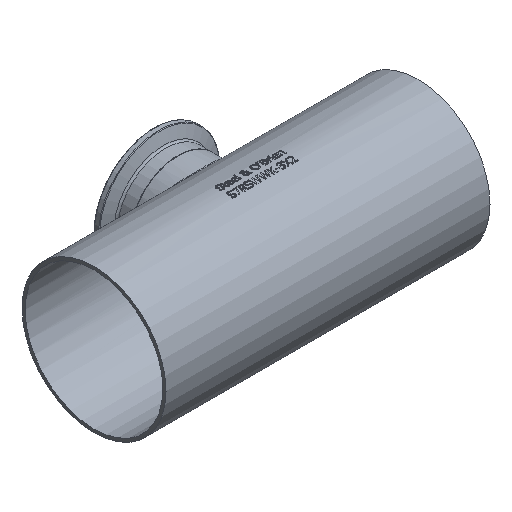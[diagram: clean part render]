
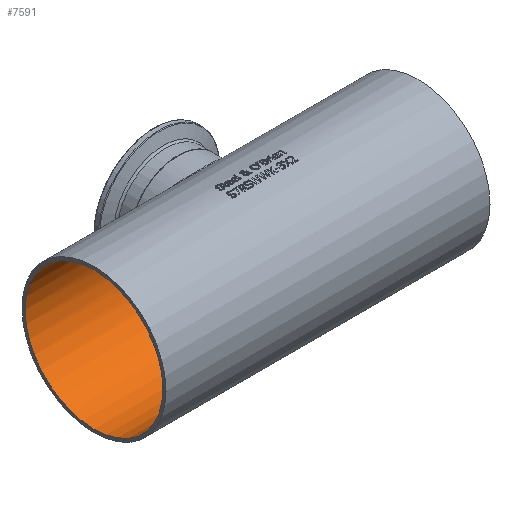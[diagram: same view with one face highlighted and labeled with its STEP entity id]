
A CAD part, isometric view. The second image highlights one B-rep face of the part: STEP entity #7591.
In plain terms, the highlighted cylindrical face has radius 36.449 mm (diameter 72.898 mm), a full revolution.
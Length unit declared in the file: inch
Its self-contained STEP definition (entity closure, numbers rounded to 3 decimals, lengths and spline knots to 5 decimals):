
#147=FACE_BOUND('',#1397,.T.);
#148=FACE_BOUND('',#1398,.T.);
#149=FACE_BOUND('',#1399,.T.);
#1397=EDGE_LOOP('',(#7046));
#1398=EDGE_LOOP('',(#7047));
#1399=EDGE_LOOP('',(#7048));
#1816=B_SPLINE_CURVE_WITH_KNOTS('',3,(#16708,#16709,#16710,#16711,#16712,
#16713,#16714,#16715,#16716,#16717,#16718,#16719,#16720,#16721,#16722,#16723,
#16724,#16725,#16726,#16727,#16728,#16729,#16730,#16731,#16732,#16733,#16734,
#16735,#16736,#16737,#16738,#16739,#16740,#16741,#16742,#16743,#16744,#16745,
#16746,#16747,#16748,#16749,#16750,#16751,#16752,#16753,#16754,#16755,#16756,
#16757,#16758,#16759,#16760,#16761,#16762,#16763,#16764,#16765,#16766,#16767,
#16768,#16769,#16770,#16771,#16772,#16773),.UNSPECIFIED.,.T.,.F.,(4,2,2,
2,2,2,2,2,2,2,2,2,2,2,2,2,2,2,2,2,2,2,2,2,2,2,2,2,2,2,2,2,4),(0.,0.46708,
0.93416,1.40124,1.86832,2.33084,2.79335,
3.25587,3.71839,4.18091,4.64342,5.10594,
5.56846,6.03554,6.50262,6.9697,7.43678,
7.90386,8.37094,8.83802,9.3051,9.76762,
10.23013,10.69265,11.15517,11.61769,12.0802,
12.54272,13.00524,13.47232,13.9394,14.40648,
14.87356),.UNSPECIFIED.);
#2976=CIRCLE('',#8025,1.435);
#2977=CIRCLE('',#8026,1.435);
#3726=VERTEX_POINT('',#16707);
#3727=VERTEX_POINT('',#16775);
#3728=VERTEX_POINT('',#16777);
#4840=EDGE_CURVE('',#3726,#3726,#1816,.T.);
#4841=EDGE_CURVE('',#3727,#3727,#2976,.T.);
#4842=EDGE_CURVE('',#3728,#3728,#2977,.T.);
#7046=ORIENTED_EDGE('',*,*,#4840,.T.);
#7047=ORIENTED_EDGE('',*,*,#4841,.F.);
#7048=ORIENTED_EDGE('',*,*,#4842,.F.);
#7124=CYLINDRICAL_SURFACE('',#8024,1.435);
#7591=ADVANCED_FACE('',(#147,#148,#149),#7124,.F.);
#8024=AXIS2_PLACEMENT_3D('',#16774,#9404,#9405);
#8025=AXIS2_PLACEMENT_3D('',#16776,#9406,#9407);
#8026=AXIS2_PLACEMENT_3D('',#16778,#9408,#9409);
#9404=DIRECTION('center_axis',(-1.,0.,0.));
#9405=DIRECTION('ref_axis',(0.,0.,
1.));
#9406=DIRECTION('center_axis',(1.,0.,0.));
#9407=DIRECTION('ref_axis',(0.,0.,
1.));
#9408=DIRECTION('center_axis',(-1.,0.,0.));
#9409=DIRECTION('ref_axis',(0.,0.,
1.));
#16707=CARTESIAN_POINT('',(0.,1.08858,0.935));
#16708=CARTESIAN_POINT('Ctrl Pts',(0.,1.08858,
0.935));
#16709=CARTESIAN_POINT('Ctrl Pts',(0.0613,1.08858,
0.935));
#16710=CARTESIAN_POINT('Ctrl Pts',(0.12364,1.09391,0.92889));
#16711=CARTESIAN_POINT('Ctrl Pts',(0.24601,1.1144,0.90421));
#16712=CARTESIAN_POINT('Ctrl Pts',(0.30604,1.12948,0.88566));
#16713=CARTESIAN_POINT('Ctrl Pts',(0.42021,1.16561,0.83755));
#16714=CARTESIAN_POINT('Ctrl Pts',(0.47445,1.18662,0.80794));
#16715=CARTESIAN_POINT('Ctrl Pts',(0.57458,1.23008,0.7401));
#16716=CARTESIAN_POINT('Ctrl Pts',(0.62046,1.2525,0.70183));
#16717=CARTESIAN_POINT('Ctrl Pts',(0.70144,1.29454,0.62085));
#16718=CARTESIAN_POINT('Ctrl Pts',(0.73963,1.31578,0.57519));
#16719=CARTESIAN_POINT('Ctrl Pts',(0.80761,1.35516,0.47503));
#16720=CARTESIAN_POINT('Ctrl Pts',(0.83741,1.37328,0.42053));
#16721=CARTESIAN_POINT('Ctrl Pts',(0.88577,1.40329,0.30579));
#16722=CARTESIAN_POINT('Ctrl Pts',(0.90438,1.41521,0.24543));
#16723=CARTESIAN_POINT('Ctrl Pts',(0.92899,1.43106,0.12288));
#16724=CARTESIAN_POINT('Ctrl Pts',(0.935,1.435,0.0607));
#16725=CARTESIAN_POINT('Ctrl Pts',(0.935,1.435,-0.0607));
#16726=CARTESIAN_POINT('Ctrl Pts',(0.92899,1.43106,-0.12288));
#16727=CARTESIAN_POINT('Ctrl Pts',(0.90438,1.41521,-0.24543));
#16728=CARTESIAN_POINT('Ctrl Pts',(0.88577,1.40329,-0.30579));
#16729=CARTESIAN_POINT('Ctrl Pts',(0.83741,1.37328,-0.42053));
#16730=CARTESIAN_POINT('Ctrl Pts',(0.80761,1.35516,-0.47503));
#16731=CARTESIAN_POINT('Ctrl Pts',(0.73963,1.31578,-0.57519));
#16732=CARTESIAN_POINT('Ctrl Pts',(0.70144,1.29454,-0.62085));
#16733=CARTESIAN_POINT('Ctrl Pts',(0.62046,1.2525,-0.70183));
#16734=CARTESIAN_POINT('Ctrl Pts',(0.57458,1.23008,-0.7401));
#16735=CARTESIAN_POINT('Ctrl Pts',(0.47445,1.18662,-0.80794));
#16736=CARTESIAN_POINT('Ctrl Pts',(0.42021,1.16561,-0.83755));
#16737=CARTESIAN_POINT('Ctrl Pts',(0.30604,1.12948,-0.88566));
#16738=CARTESIAN_POINT('Ctrl Pts',(0.24601,1.1144,-0.90421));
#16739=CARTESIAN_POINT('Ctrl Pts',(0.12364,1.09391,-0.92889));
#16740=CARTESIAN_POINT('Ctrl Pts',(0.0613,1.08858,
-0.935));
#16741=CARTESIAN_POINT('Ctrl Pts',(-0.0613,1.08858,
-0.935));
#16742=CARTESIAN_POINT('Ctrl Pts',(-0.12364,1.09391,
-0.92889));
#16743=CARTESIAN_POINT('Ctrl Pts',(-0.24601,1.1144,-0.90421));
#16744=CARTESIAN_POINT('Ctrl Pts',(-0.30604,1.12948,
-0.88566));
#16745=CARTESIAN_POINT('Ctrl Pts',(-0.42021,1.16561,
-0.83755));
#16746=CARTESIAN_POINT('Ctrl Pts',(-0.47445,1.18662,
-0.80794));
#16747=CARTESIAN_POINT('Ctrl Pts',(-0.57458,1.23008,
-0.7401));
#16748=CARTESIAN_POINT('Ctrl Pts',(-0.62046,1.2525,
-0.70183));
#16749=CARTESIAN_POINT('Ctrl Pts',(-0.70144,1.29454,
-0.62085));
#16750=CARTESIAN_POINT('Ctrl Pts',(-0.73963,1.31578,
-0.57519));
#16751=CARTESIAN_POINT('Ctrl Pts',(-0.80761,1.35516,
-0.47503));
#16752=CARTESIAN_POINT('Ctrl Pts',(-0.83741,1.37328,
-0.42053));
#16753=CARTESIAN_POINT('Ctrl Pts',(-0.88577,1.40329,
-0.30579));
#16754=CARTESIAN_POINT('Ctrl Pts',(-0.90438,1.41521,-0.24543));
#16755=CARTESIAN_POINT('Ctrl Pts',(-0.92899,1.43106,
-0.12288));
#16756=CARTESIAN_POINT('Ctrl Pts',(-0.935,1.435,-0.0607));
#16757=CARTESIAN_POINT('Ctrl Pts',(-0.935,1.435,0.0607));
#16758=CARTESIAN_POINT('Ctrl Pts',(-0.92899,1.43106,
0.12288));
#16759=CARTESIAN_POINT('Ctrl Pts',(-0.90438,1.41521,0.24543));
#16760=CARTESIAN_POINT('Ctrl Pts',(-0.88577,1.40329,
0.30579));
#16761=CARTESIAN_POINT('Ctrl Pts',(-0.83741,1.37328,
0.42053));
#16762=CARTESIAN_POINT('Ctrl Pts',(-0.80761,1.35516,
0.47503));
#16763=CARTESIAN_POINT('Ctrl Pts',(-0.73963,1.31578,
0.57519));
#16764=CARTESIAN_POINT('Ctrl Pts',(-0.70144,1.29454,
0.62085));
#16765=CARTESIAN_POINT('Ctrl Pts',(-0.62046,1.2525,0.70183));
#16766=CARTESIAN_POINT('Ctrl Pts',(-0.57458,1.23008,
0.7401));
#16767=CARTESIAN_POINT('Ctrl Pts',(-0.47445,1.18662,
0.80794));
#16768=CARTESIAN_POINT('Ctrl Pts',(-0.42021,1.16561,
0.83755));
#16769=CARTESIAN_POINT('Ctrl Pts',(-0.30604,1.12948,
0.88566));
#16770=CARTESIAN_POINT('Ctrl Pts',(-0.24601,1.1144,
0.90421));
#16771=CARTESIAN_POINT('Ctrl Pts',(-0.12364,1.09391,
0.92889));
#16772=CARTESIAN_POINT('Ctrl Pts',(-0.0613,1.08858,
0.935));
#16773=CARTESIAN_POINT('Ctrl Pts',(0.,1.08858,
0.935));
#16774=CARTESIAN_POINT('Origin',(3.375,0.,0.));
#16775=CARTESIAN_POINT('',(-3.375,0.,-1.435));
#16776=CARTESIAN_POINT('Origin',(-3.375,0.,0.));
#16777=CARTESIAN_POINT('',(3.375,0.,-1.435));
#16778=CARTESIAN_POINT('Origin',(3.375,0.,0.));
